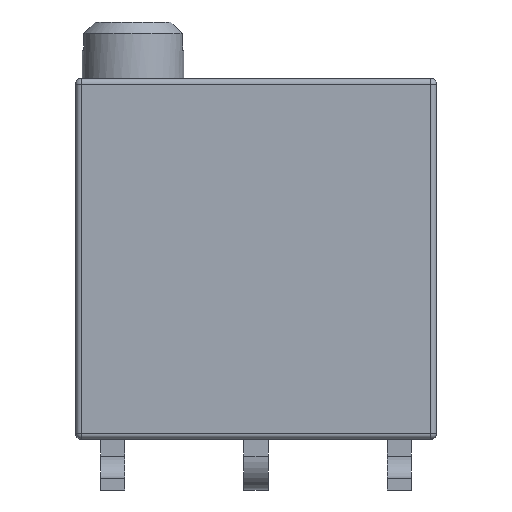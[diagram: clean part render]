
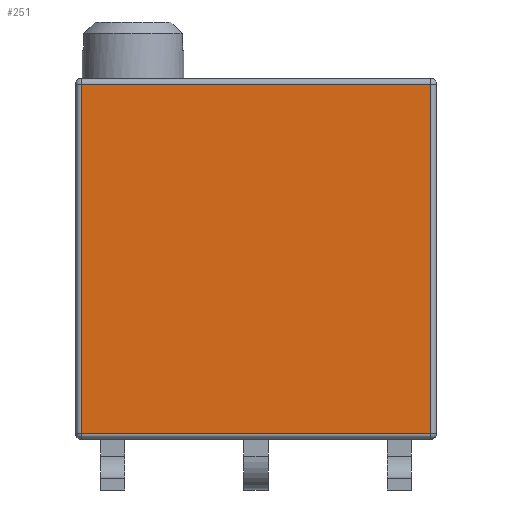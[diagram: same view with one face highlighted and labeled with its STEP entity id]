
A CAD part, left-side view. The second image highlights one B-rep face of the part: STEP entity #251.
In plain terms, the highlighted planar face has unit normal (-1, 0, 0).
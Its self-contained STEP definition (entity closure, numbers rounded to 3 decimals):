
#212=CARTESIAN_POINT('',(-2.1,3.1,1.0));
#213=VERTEX_POINT('',#212);
#214=CARTESIAN_POINT('',(-2.1,-3.1,1.0));
#215=VERTEX_POINT('',#214);
#216=CARTESIAN_POINT('',(-2.1,-3.2,1.0));
#217=DIRECTION('',(0.0,-1.0,0.0));
#218=VECTOR('',#217,1.0);
#219=LINE('',#216,#218);
#220=EDGE_CURVE('n� 1258',#213,#215,#219,.T.);
#221=ORIENTED_EDGE('',*,*,#220,.T.);
#222=CARTESIAN_POINT('',(-2.1,-3.1,7.2));
#223=VERTEX_POINT('',#222);
#224=CARTESIAN_POINT('',(-2.1,-3.1,7.3));
#225=DIRECTION('',(0.0,0.0,1.0));
#226=VECTOR('',#225,1.0);
#227=LINE('',#224,#226);
#228=EDGE_CURVE('n� 1261',#215,#223,#227,.T.);
#229=ORIENTED_EDGE('',*,*,#228,.T.);
#230=CARTESIAN_POINT('',(-2.1,3.1,7.2));
#231=VERTEX_POINT('',#230);
#232=CARTESIAN_POINT('',(-2.1,3.2,7.2));
#233=DIRECTION('',(-0.0,1.0,0.0));
#234=VECTOR('',#233,1.0);
#235=LINE('',#232,#234);
#236=EDGE_CURVE('n� 1254',#223,#231,#235,.T.);
#237=ORIENTED_EDGE('',*,*,#236,.T.);
#238=CARTESIAN_POINT('',(-2.1,3.1,7.3));
#239=DIRECTION('',(0.0,0.0,-1.0));
#240=VECTOR('',#239,1.0);
#241=LINE('',#238,#240);
#242=EDGE_CURVE('n� 1250',#231,#213,#241,.T.);
#243=ORIENTED_EDGE('',*,*,#242,.T.);
#244=EDGE_LOOP('',(#221,#229,#237,#243));
#245=FACE_OUTER_BOUND('',#244,.T.);
#246=CARTESIAN_POINT('',(-2.1,-3.2,7.3));
#247=DIRECTION('',(1.0,0.0,0.0));
#248=DIRECTION('',(0.0,0.0,-1.0));
#249=AXIS2_PLACEMENT_3D('',#246,#247,#248);
#250=PLANE('',#249);
#251=ADVANCED_FACE('n� 79',(#245),#250,.F.);
